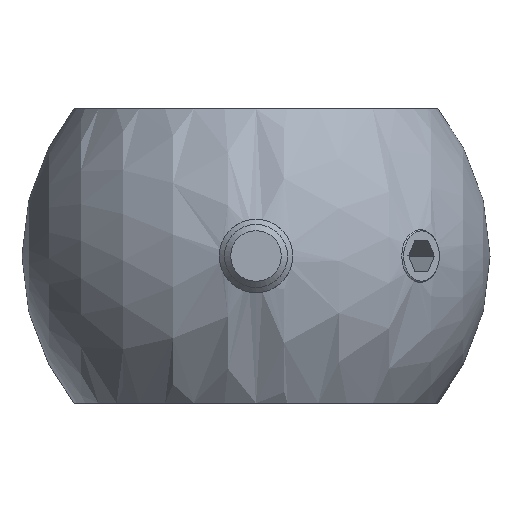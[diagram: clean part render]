
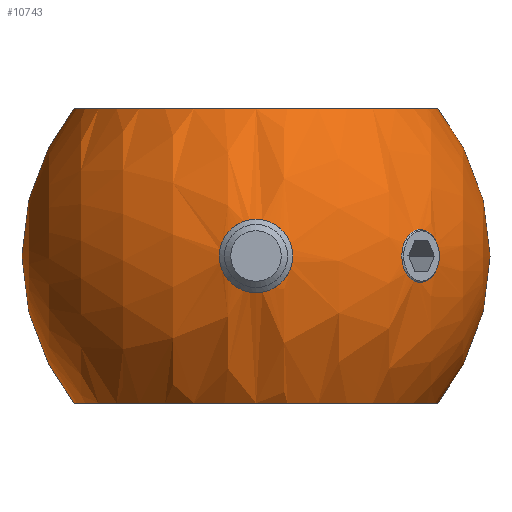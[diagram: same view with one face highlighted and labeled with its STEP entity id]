
A CAD part, front view. The second image highlights one B-rep face of the part: STEP entity #10743.
In plain terms, the highlighted spherical face has radius 22.25 mm.
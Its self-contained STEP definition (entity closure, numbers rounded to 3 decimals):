
#25 = CIRCLE ( 'NONE', #9690, 3.5 ) ;
#50 = EDGE_LOOP ( 'NONE', ( #2753 ) ) ;
#137 = EDGE_LOOP ( 'NONE', ( #1402 ) ) ;
#262 = EDGE_LOOP ( 'NONE', ( #5259 ) ) ;
#341 = DIRECTION ( 'NONE',  ( -0.707, -0.707, 0. ) ) ;
#710 = FACE_BOUND ( 'NONE', #50, .T. ) ;
#756 = DIRECTION ( 'NONE',  ( 0., 0., 1. ) ) ;
#1037 = CARTESIAN_POINT ( 'NONE',  ( 0., -21.973, 3.5 ) ) ;
#1383 = EDGE_CURVE ( 'NONE', #7835, #7835, #6642, .T. ) ;
#1402 = ORIENTED_EDGE ( 'NONE', *, *, #1383, .F. ) ;
#2465 = CARTESIAN_POINT ( 'NONE',  ( 0., 0., 14. ) ) ;
#2689 = DIRECTION ( 'NONE',  ( -1., 0., 0. ) ) ;
#2753 = ORIENTED_EDGE ( 'NONE', *, *, #5539, .T. ) ;
#3327 = FACE_OUTER_BOUND ( 'NONE', #3718, .T. ) ;
#3406 = DIRECTION ( 'NONE',  ( 0., 0., 1. ) ) ;
#3718 = EDGE_LOOP ( 'NONE', ( #5780 ) ) ;
#3833 = FACE_OUTER_BOUND ( 'NONE', #137, .T. ) ;
#4165 = VERTEX_POINT ( 'NONE', #4999 ) ;
#4633 = DIRECTION ( 'NONE',  ( 0., 1., 0. ) ) ;
#4999 = CARTESIAN_POINT ( 'NONE',  ( 13.866, -17.401, 0. ) ) ;
#5205 = AXIS2_PLACEMENT_3D ( 'NONE', #6234, #11344, #341 ) ;
#5259 = ORIENTED_EDGE ( 'NONE', *, *, #7548, .T. ) ;
#5464 = VERTEX_POINT ( 'NONE', #12054 ) ;
#5539 = EDGE_CURVE ( 'NONE', #4165, #4165, #8856, .T. ) ;
#5555 = DIRECTION ( 'NONE',  ( 1., 0., 0. ) ) ;
#5676 = CARTESIAN_POINT ( 'NONE',  ( 0., -21.973, 0. ) ) ;
#5721 = DIRECTION ( 'NONE',  ( 0., 0., 1. ) ) ;
#5761 = CARTESIAN_POINT ( 'NONE',  ( 0., 0., 0. ) ) ;
#5780 = ORIENTED_EDGE ( 'NONE', *, *, #12864, .T. ) ;
#6234 = CARTESIAN_POINT ( 'NONE',  ( 15.633, -15.633, 0. ) ) ;
#6642 = CIRCLE ( 'NONE', #7488, 17.293 ) ;
#6846 = FACE_BOUND ( 'NONE', #262, .T. ) ;
#7488 = AXIS2_PLACEMENT_3D ( 'NONE', #2465, #3406, #5555 ) ;
#7548 = EDGE_CURVE ( 'NONE', #8439, #8439, #25, .T. ) ;
#7835 = VERTEX_POINT ( 'NONE', #9125 ) ;
#8185 = AXIS2_PLACEMENT_3D ( 'NONE', #9767, #5721, #12700 ) ;
#8402 = SPHERICAL_SURFACE ( 'NONE', #10732, 22.25 ) ;
#8439 = VERTEX_POINT ( 'NONE', #1037 ) ;
#8856 = CIRCLE ( 'NONE', #5205, 2.5 ) ;
#9125 = CARTESIAN_POINT ( 'NONE',  ( 17.293, 0., 14. ) ) ;
#9690 = AXIS2_PLACEMENT_3D ( 'NONE', #5676, #10687, #756 ) ;
#9767 = CARTESIAN_POINT ( 'NONE',  ( 0., 0., -14. ) ) ;
#10687 = DIRECTION ( 'NONE',  ( 0., 1., 0. ) ) ;
#10732 = AXIS2_PLACEMENT_3D ( 'NONE', #5761, #2689, #4633 ) ;
#10743 = ADVANCED_FACE ( 'NONE', ( #710, #6846, #3833, #3327 ), #8402, .T. ) ;
#10854 = CIRCLE ( 'NONE', #8185, 17.293 ) ;
#11344 = DIRECTION ( 'NONE',  ( -0.707, 0.707, 0. ) ) ;
#12054 = CARTESIAN_POINT ( 'NONE',  ( 17.293, 0., -14. ) ) ;
#12700 = DIRECTION ( 'NONE',  ( 1., 0., 0. ) ) ;
#12864 = EDGE_CURVE ( 'NONE', #5464, #5464, #10854, .T. ) ;
